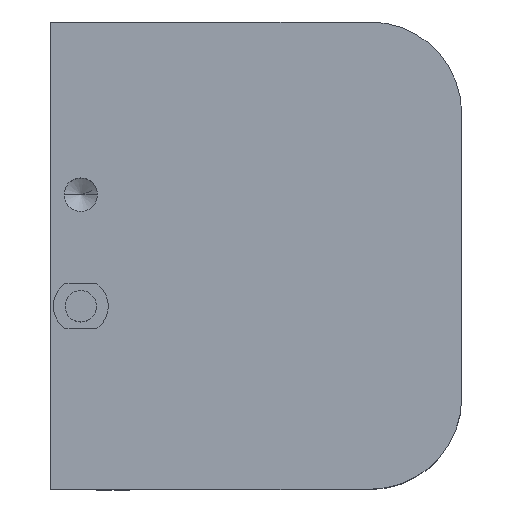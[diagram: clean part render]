
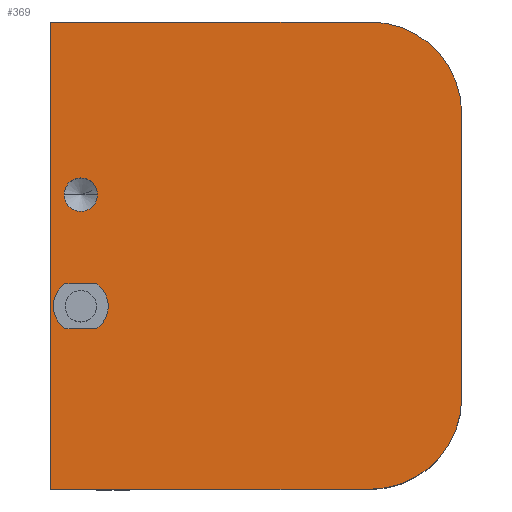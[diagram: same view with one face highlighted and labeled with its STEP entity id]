
A CAD part, top view. The second image highlights one B-rep face of the part: STEP entity #369.
In plain terms, the highlighted planar face has unit normal (0, 0, 1).
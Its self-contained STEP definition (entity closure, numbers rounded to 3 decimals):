
#28 = FACE_OUTER_BOUND ( 'NONE', #1891, .T. ) ;
#32 = FACE_BOUND ( 'NONE', #1944, .T. ) ;
#36 = FACE_BOUND ( 'NONE', #1932, .T. ) ;
#52 = VECTOR ( 'NONE', #1294, 1000. ) ;
#54 = LINE ( 'NONE', #1298, #52 ) ;
#58 = CIRCLE ( 'NONE', #233, 2.7 ) ;
#63 = CIRCLE ( 'NONE', #221, 1.65 ) ;
#71 = CIRCLE ( 'NONE', #403, 1.65 ) ;
#165 = EDGE_CURVE ( 'NONE', #605, #607, #980, .T. ) ;
#173 = EDGE_CURVE ( 'NONE', #607, #603, #780, .T. ) ;
#175 = EDGE_CURVE ( 'NONE', #1000, #2279, #777, .T. ) ;
#181 = EDGE_CURVE ( 'NONE', #603, #1000, #770, .T. ) ;
#192 = EDGE_CURVE ( 'NONE', #569, #626, #750, .T. ) ;
#197 = EDGE_CURVE ( 'NONE', #1002, #605, #742, .T. ) ;
#221 = AXIS2_PLACEMENT_3D ( 'NONE', #1282, #1283, #1284 ) ;
#229 = AXIS2_PLACEMENT_3D ( 'NONE', #1992, #1993, #1994 ) ;
#233 = AXIS2_PLACEMENT_3D ( 'NONE', #1295, #1296, #1297 ) ;
#251 = PLANE ( 'NONE',  #453 ) ;
#253 = DIRECTION ( 'NONE',  ( 1., 0., 0. ) ) ;
#309 = CARTESIAN_POINT ( 'NONE',  ( -18., -5., 0. ) ) ;
#310 = DIRECTION ( 'NONE',  ( 0., 0., 1. ) ) ;
#311 = DIRECTION ( 'NONE',  ( 1., 0., 0. ) ) ;
#369 = ADVANCED_FACE ( 'NONE', ( #36, #28, #32 ), #251, .T. ) ;
#403 = AXIS2_PLACEMENT_3D ( 'NONE', #1267, #1268, #1269 ) ;
#422 = AXIS2_PLACEMENT_3D ( 'NONE', #1603, #1610, #1571 ) ;
#433 = AXIS2_PLACEMENT_3D ( 'NONE', #309, #310, #311 ) ;
#437 = AXIS2_PLACEMENT_3D ( 'NONE', #652, #653, #654 ) ;
#453 = AXIS2_PLACEMENT_3D ( 'NONE', #1474, #1247, #253 ) ;
#456 = EDGE_CURVE ( 'NONE', #617, #616, #1722, .T. ) ;
#508 = EDGE_CURVE ( 'NONE', #2279, #1002, #702, .T. ) ;
#531 = EDGE_CURVE ( 'NONE', #619, #583, #71, .T. ) ;
#543 = EDGE_CURVE ( 'NONE', #583, #619, #63, .T. ) ;
#553 = EDGE_CURVE ( 'NONE', #616, #569, #58, .T. ) ;
#559 = EDGE_CURVE ( 'NONE', #988, #617, #54, .T. ) ;
#569 = VERTEX_POINT ( 'NONE', #1315 ) ;
#583 = VERTEX_POINT ( 'NONE', #1484 ) ;
#603 = VERTEX_POINT ( 'NONE', #1507 ) ;
#605 = VERTEX_POINT ( 'NONE', #1510 ) ;
#607 = VERTEX_POINT ( 'NONE', #1512 ) ;
#616 = VERTEX_POINT ( 'NONE', #1523 ) ;
#617 = VERTEX_POINT ( 'NONE', #1524 ) ;
#619 = VERTEX_POINT ( 'NONE', #1526 ) ;
#626 = VERTEX_POINT ( 'NONE', #1535 ) ;
#652 = CARTESIAN_POINT ( 'NONE',  ( 10.5, 14., 0. ) ) ;
#653 = DIRECTION ( 'NONE',  ( 0., 0., 1. ) ) ;
#654 = DIRECTION ( 'NONE',  ( 1., 0., 0. ) ) ;
#702 = CIRCLE ( 'NONE', #437, 9. ) ;
#739 = VECTOR ( 'NONE', #1628, 1000. ) ;
#742 = LINE ( 'NONE', #1630, #739 ) ;
#747 = VECTOR ( 'NONE', #1680, 1000. ) ;
#750 = LINE ( 'NONE', #1645, #747 ) ;
#770 = CIRCLE ( 'NONE', #422, 9. ) ;
#774 = VECTOR ( 'NONE', #1659, 1000. ) ;
#777 = LINE ( 'NONE', #1470, #774 ) ;
#778 = VECTOR ( 'NONE', #1644, 1000. ) ;
#780 = LINE ( 'NONE', #1662, #778 ) ;
#891 = CARTESIAN_POINT ( 'NONE',  ( 19.5, 14., 0. ) ) ;
#952 = EDGE_CURVE ( 'NONE', #626, #988, #1065, .T. ) ;
#976 = VECTOR ( 'NONE', #1559, 1000. ) ;
#980 = LINE ( 'NONE', #1675, #976 ) ;
#988 = VERTEX_POINT ( 'NONE', #2023 ) ;
#1000 = VERTEX_POINT ( 'NONE', #2033 ) ;
#1002 = VERTEX_POINT ( 'NONE', #2035 ) ;
#1065 = CIRCLE ( 'NONE', #229, 2.7 ) ;
#1247 = DIRECTION ( 'NONE',  ( 0., 0., 1. ) ) ;
#1267 = CARTESIAN_POINT ( 'NONE',  ( -18., 6., 0. ) ) ;
#1268 = DIRECTION ( 'NONE',  ( 0., 0., 1. ) ) ;
#1269 = DIRECTION ( 'NONE',  ( 1., 0., 0. ) ) ;
#1282 = CARTESIAN_POINT ( 'NONE',  ( -18., 6., 0. ) ) ;
#1283 = DIRECTION ( 'NONE',  ( 0., 0., 1. ) ) ;
#1284 = DIRECTION ( 'NONE',  ( 1., 0., 0. ) ) ;
#1294 = DIRECTION ( 'NONE',  ( -1., 0., 0. ) ) ;
#1295 = CARTESIAN_POINT ( 'NONE',  ( -18., -5., 0. ) ) ;
#1296 = DIRECTION ( 'NONE',  ( 0., 0., 1. ) ) ;
#1297 = DIRECTION ( 'NONE',  ( 1., 0., 0. ) ) ;
#1298 = CARTESIAN_POINT ( 'NONE',  ( -16.435, -2.8, 0. ) ) ;
#1315 = CARTESIAN_POINT ( 'NONE',  ( -19.565, -7.2, 0. ) ) ;
#1470 = CARTESIAN_POINT ( 'NONE',  ( 19.5, 14., 0. ) ) ;
#1474 = CARTESIAN_POINT ( 'NONE',  ( 10.5, 14., 0. ) ) ;
#1484 = CARTESIAN_POINT ( 'NONE',  ( -19.65, 6., 0. ) ) ;
#1507 = CARTESIAN_POINT ( 'NONE',  ( 10.5, -23., 0. ) ) ;
#1510 = CARTESIAN_POINT ( 'NONE',  ( -21., 23., 0. ) ) ;
#1512 = CARTESIAN_POINT ( 'NONE',  ( -21., -23., 0. ) ) ;
#1523 = CARTESIAN_POINT ( 'NONE',  ( -20.7, -5., 0. ) ) ;
#1524 = CARTESIAN_POINT ( 'NONE',  ( -19.565, -2.8, 0. ) ) ;
#1526 = CARTESIAN_POINT ( 'NONE',  ( -16.35, 6., 0. ) ) ;
#1535 = CARTESIAN_POINT ( 'NONE',  ( -16.435, -7.2, 0. ) ) ;
#1559 = DIRECTION ( 'NONE',  ( 0., -1., 0. ) ) ;
#1571 = DIRECTION ( 'NONE',  ( 1., 0., 0. ) ) ;
#1603 = CARTESIAN_POINT ( 'NONE',  ( 10.5, -14., 0. ) ) ;
#1610 = DIRECTION ( 'NONE',  ( 0., 0., 1. ) ) ;
#1628 = DIRECTION ( 'NONE',  ( -1., 0., 0. ) ) ;
#1630 = CARTESIAN_POINT ( 'NONE',  ( -21., 23., 0. ) ) ;
#1644 = DIRECTION ( 'NONE',  ( 1., 0., 0. ) ) ;
#1645 = CARTESIAN_POINT ( 'NONE',  ( -19.565, -7.2, 0. ) ) ;
#1659 = DIRECTION ( 'NONE',  ( 0., 1., 0. ) ) ;
#1662 = CARTESIAN_POINT ( 'NONE',  ( 10.5, -23., 0. ) ) ;
#1675 = CARTESIAN_POINT ( 'NONE',  ( -21., -23., 0. ) ) ;
#1680 = DIRECTION ( 'NONE',  ( 1., 0., 0. ) ) ;
#1722 = CIRCLE ( 'NONE', #433, 2.7 ) ;
#1849 = ORIENTED_EDGE ( 'NONE', *, *, #559, .F. ) ;
#1850 = ORIENTED_EDGE ( 'NONE', *, *, #165, .T. ) ;
#1855 = ORIENTED_EDGE ( 'NONE', *, *, #456, .F. ) ;
#1858 = ORIENTED_EDGE ( 'NONE', *, *, #192, .F. ) ;
#1870 = ORIENTED_EDGE ( 'NONE', *, *, #531, .F. ) ;
#1886 = ORIENTED_EDGE ( 'NONE', *, *, #175, .T. ) ;
#1891 = EDGE_LOOP ( 'NONE', ( #1914, #1959, #1850, #1966, #1973, #1886 ) ) ;
#1894 = ORIENTED_EDGE ( 'NONE', *, *, #543, .F. ) ;
#1914 = ORIENTED_EDGE ( 'NONE', *, *, #508, .T. ) ;
#1929 = ORIENTED_EDGE ( 'NONE', *, *, #952, .F. ) ;
#1932 = EDGE_LOOP ( 'NONE', ( #1870, #1894 ) ) ;
#1944 = EDGE_LOOP ( 'NONE', ( #1858, #1967, #1855, #1849, #1929 ) ) ;
#1959 = ORIENTED_EDGE ( 'NONE', *, *, #197, .T. ) ;
#1966 = ORIENTED_EDGE ( 'NONE', *, *, #173, .T. ) ;
#1967 = ORIENTED_EDGE ( 'NONE', *, *, #553, .F. ) ;
#1973 = ORIENTED_EDGE ( 'NONE', *, *, #181, .T. ) ;
#1992 = CARTESIAN_POINT ( 'NONE',  ( -18., -5., 0. ) ) ;
#1993 = DIRECTION ( 'NONE',  ( 0., 0., 1. ) ) ;
#1994 = DIRECTION ( 'NONE',  ( 1., 0., 0. ) ) ;
#2023 = CARTESIAN_POINT ( 'NONE',  ( -16.435, -2.8, 0. ) ) ;
#2033 = CARTESIAN_POINT ( 'NONE',  ( 19.5, -14., 0. ) ) ;
#2035 = CARTESIAN_POINT ( 'NONE',  ( 10.5, 23., 0. ) ) ;
#2279 = VERTEX_POINT ( 'NONE', #891 ) ;
